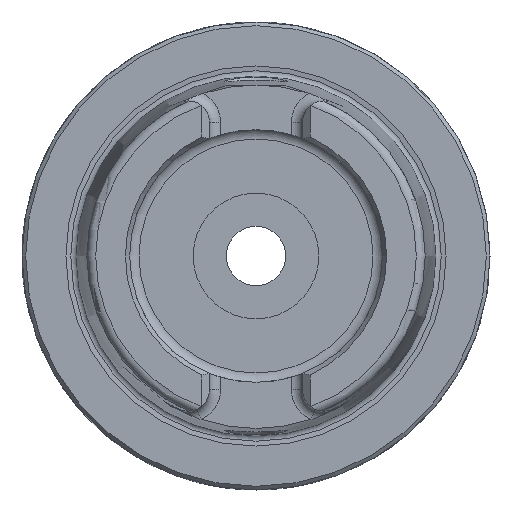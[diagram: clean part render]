
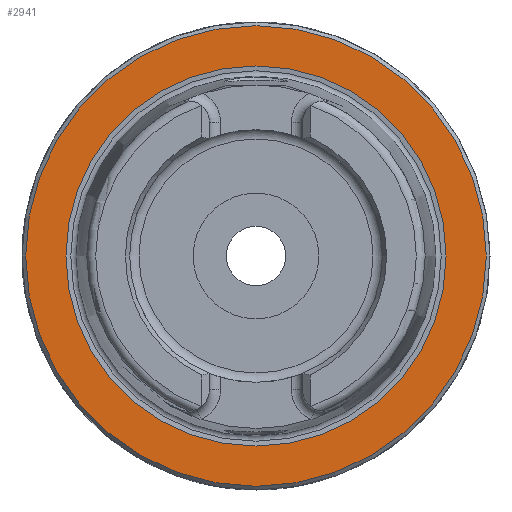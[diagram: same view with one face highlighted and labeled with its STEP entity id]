
A CAD part, left-side view. The second image highlights one B-rep face of the part: STEP entity #2941.
In plain terms, the highlighted planar face has unit normal (-1, 0, 0).
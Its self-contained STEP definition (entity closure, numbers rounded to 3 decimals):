
#114=FACE_BOUND('',#778,.T.);
#156=PLANE('',#3355);
#617=FACE_OUTER_BOUND('',#777,.T.);
#777=EDGE_LOOP('',(#2705,#2706));
#778=EDGE_LOOP('',(#2707,#2708));
#1027=CIRCLE('',#3352,25.588);
#1028=CIRCLE('',#3353,25.588);
#1030=CIRCLE('',#3356,31.);
#1031=CIRCLE('',#3357,31.);
#1355=VERTEX_POINT('',#6172);
#1356=VERTEX_POINT('',#6174);
#1357=VERTEX_POINT('',#6179);
#1358=VERTEX_POINT('',#6180);
#1811=EDGE_CURVE('',#1356,#1355,#1027,.T.);
#1812=EDGE_CURVE('',#1355,#1356,#1028,.T.);
#1814=EDGE_CURVE('',#1357,#1358,#1030,.T.);
#1815=EDGE_CURVE('',#1358,#1357,#1031,.T.);
#2705=ORIENTED_EDGE('',*,*,#1814,.F.);
#2706=ORIENTED_EDGE('',*,*,#1815,.F.);
#2707=ORIENTED_EDGE('',*,*,#1811,.T.);
#2708=ORIENTED_EDGE('',*,*,#1812,.T.);
#2941=ADVANCED_FACE('',(#617,#114),#156,.T.);
#3352=AXIS2_PLACEMENT_3D('',#6175,#4266,#4267);
#3353=AXIS2_PLACEMENT_3D('',#6176,#4268,#4269);
#3355=AXIS2_PLACEMENT_3D('',#6178,#4272,#4273);
#3356=AXIS2_PLACEMENT_3D('',#6181,#4274,#4275);
#3357=AXIS2_PLACEMENT_3D('',#6182,#4276,#4277);
#4266=DIRECTION('center_axis',(1.,0.,0.));
#4267=DIRECTION('ref_axis',(0.,0.,-1.));
#4268=DIRECTION('center_axis',(1.,0.,0.));
#4269=DIRECTION('ref_axis',(0.,0.,-1.));
#4272=DIRECTION('center_axis',(-1.,0.,0.));
#4273=DIRECTION('ref_axis',(0.,0.,1.));
#4274=DIRECTION('center_axis',(1.,0.,0.));
#4275=DIRECTION('ref_axis',(0.,0.,-1.));
#4276=DIRECTION('center_axis',(1.,0.,0.));
#4277=DIRECTION('ref_axis',(0.,0.,-1.));
#6172=CARTESIAN_POINT('',(0.,-25.588,0.));
#6174=CARTESIAN_POINT('',(0.,25.588,0.));
#6175=CARTESIAN_POINT('Origin',(0.,0.,0.));
#6176=CARTESIAN_POINT('Origin',(0.,0.,0.));
#6178=CARTESIAN_POINT('Origin',(0.,31.,0.));
#6179=CARTESIAN_POINT('',(0.,31.,0.));
#6180=CARTESIAN_POINT('',(0.,-31.,0.));
#6181=CARTESIAN_POINT('Origin',(0.,0.,0.));
#6182=CARTESIAN_POINT('Origin',(0.,0.,0.));
